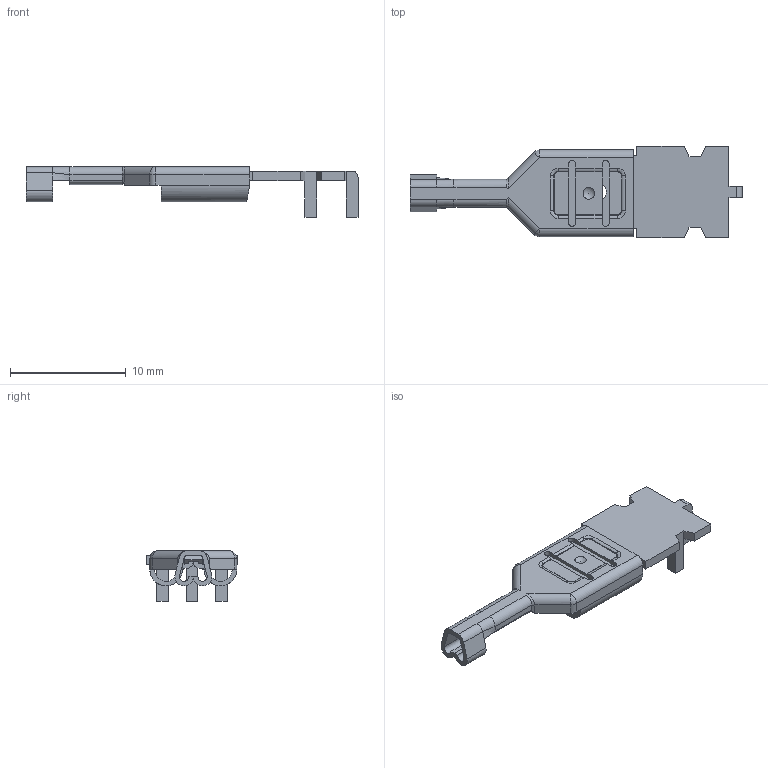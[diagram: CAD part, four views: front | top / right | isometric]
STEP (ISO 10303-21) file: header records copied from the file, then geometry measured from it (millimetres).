
FILE_DESCRIPTION(/* description */ (''),/* implementation_level */ '2;1');
FILE_NAME(/* name */ '4910 v3.step',/* time_stamp */ '2022-07-09T15:57:53+03:00',/* author */ (''),/* organization */ (''),/* preprocessor_version */ 'ST-DEVELOPER v19',/* originating_system */ 'Autodesk Translation Framework v11.7.0.108',/* authorisation */ '');
FILE_SCHEMA (('AUTOMOTIVE_DESIGN { 1 0 10303 214 3 1 1 }'));
Length unit declared in the file: millimetre
Products named in the file (2): 4910; FFT250
Assembly tree (1 placements, depth 2):
  4910
    FFT250
Bounding box: 28.68 x 7.92 x 4.39 mm (x, y, z)
Volume: 180.6 mm3; surface area: 759.6 mm2
Topology: 2 solids, 2 shells, 214 faces, 558 edges, 342 vertices
Faces by surface type: plane 102, cylinder 72, bspline 22, torus 12, sphere 6
Full cylindrical faces by diameter (mm): 1.57 x1
Entity records: 7703 total; most frequent: CARTESIAN_POINT 2205, ORIENTED_EDGE 1104, DIRECTION 1102, EDGE_CURVE 552, LINE 368, VECTOR 368, AXIS2_PLACEMENT_3D 367, VERTEX_POINT 342
